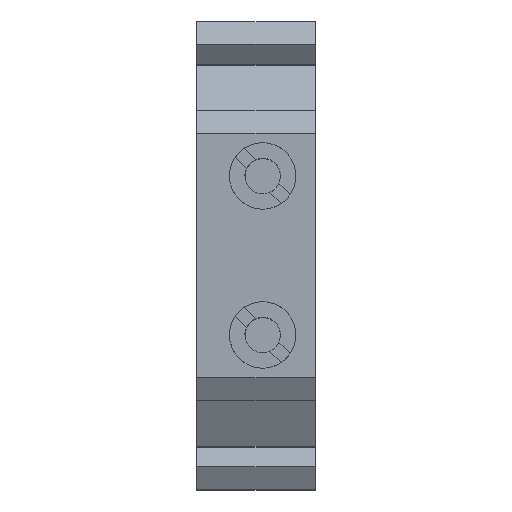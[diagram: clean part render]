
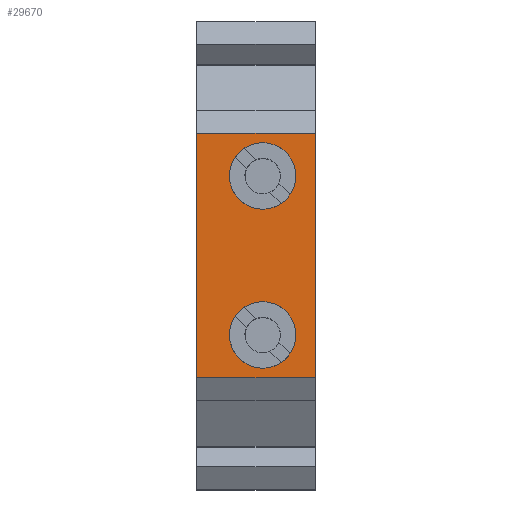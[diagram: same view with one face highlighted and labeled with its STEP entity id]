
A CAD part, top view. The second image highlights one B-rep face of the part: STEP entity #29670.
In plain terms, the highlighted face is planar.
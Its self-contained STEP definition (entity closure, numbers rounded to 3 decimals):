
#6090=CARTESIAN_POINT('',(-167.922,231.888,-11.));
#6100=VERTEX_POINT('',#6090);
#6130=CARTESIAN_POINT('',(0.,231.888,-11.));
#6140=DIRECTION('',(-1.,0.,0.));
#6150=VECTOR('',#6140,1.);
#6160=LINE('',#6130,#6150);
#6170=CARTESIAN_POINT('',(-190.722,231.888,-11.));
#6180=VERTEX_POINT('',#6170);
#6190=EDGE_CURVE('',#6100,#6180,#6160,.T.);
#8400=CARTESIAN_POINT('',(-190.722,231.888,0.));
#8410=VERTEX_POINT('',#8400);
#8440=CARTESIAN_POINT('',(0.,231.888,0.));
#8450=DIRECTION('',(-1.,0.,0.));
#8460=VECTOR('',#8450,1.);
#8470=LINE('',#8440,#8460);
#8480=CARTESIAN_POINT('',(-167.922,231.888,0.));
#8490=VERTEX_POINT('',#8480);
#8500=EDGE_CURVE('',#8490,#8410,#8470,.T.);
#29020=CARTESIAN_POINT('',(-167.922,231.888,0.));
#29030=DIRECTION('',(0.,0.,1.));
#29040=VECTOR('',#29030,1.);
#29050=LINE('',#29020,#29040);
#29060=EDGE_CURVE('',#6100,#8490,#29050,.T.);
#29210=CARTESIAN_POINT('',(-168.422,231.888,0.));
#29220=DIRECTION('',(-0.,1.,0.));
#29230=DIRECTION('',(1.,0.,0.));
#29240=AXIS2_PLACEMENT_3D('',#29210,#29220,#29230);
#29250=PLANE('',#29240);
#29260=CARTESIAN_POINT('',(-171.922,231.888,-4.88));
#29270=DIRECTION('',(0.,-1.,0.));
#29280=DIRECTION('',(-1.,0.,0.));
#29290=AXIS2_PLACEMENT_3D('',#29260,#29270,#29280);
#29300=CIRCLE('',#29290,3.1);
#29310=CARTESIAN_POINT('',(-175.022,231.888,-4.88));
#29320=VERTEX_POINT('',#29310);
#29330=CARTESIAN_POINT('',(-168.822,231.888,-4.88));
#29340=VERTEX_POINT('',#29330);
#29350=EDGE_CURVE('',#29320,#29340,#29300,.T.);
#29360=ORIENTED_EDGE('',*,*,#29350,.T.);
#29370=EDGE_CURVE('',#29340,#29320,#29300,.T.);
#29380=ORIENTED_EDGE('',*,*,#29370,.T.);
#29390=EDGE_LOOP('',(#29380,#29360));
#29400=FACE_BOUND('',#29390,.T.);
#29410=CARTESIAN_POINT('',(-186.722,231.888,-4.88));
#29420=DIRECTION('',(0.,1.,0.));
#29430=DIRECTION('',(1.,0.,0.));
#29440=AXIS2_PLACEMENT_3D('',#29410,#29420,#29430);
#29450=CIRCLE('',#29440,3.1);
#29460=CARTESIAN_POINT('',(-183.622,231.888,-4.88));
#29470=VERTEX_POINT('',#29460);
#29480=CARTESIAN_POINT('',(-189.822,231.888,-4.88));
#29490=VERTEX_POINT('',#29480);
#29500=EDGE_CURVE('',#29470,#29490,#29450,.T.);
#29510=ORIENTED_EDGE('',*,*,#29500,.F.);
#29520=EDGE_CURVE('',#29490,#29470,#29450,.T.);
#29530=ORIENTED_EDGE('',*,*,#29520,.F.);
#29540=EDGE_LOOP('',(#29530,#29510));
#29550=FACE_BOUND('',#29540,.T.);
#29560=ORIENTED_EDGE('',*,*,#8500,.F.);
#29570=CARTESIAN_POINT('',(-190.722,231.888,0.));
#29580=DIRECTION('',(0.,0.,1.));
#29590=VECTOR('',#29580,1.);
#29600=LINE('',#29570,#29590);
#29610=EDGE_CURVE('',#6180,#8410,#29600,.T.);
#29620=ORIENTED_EDGE('',*,*,#29610,.T.);
#29630=ORIENTED_EDGE('',*,*,#6190,.T.);
#29640=ORIENTED_EDGE('',*,*,#29060,.F.);
#29650=EDGE_LOOP('',(#29640,#29630,#29620,#29560));
#29660=FACE_OUTER_BOUND('',#29650,.T.);
#29670=ADVANCED_FACE('',(#29400,#29550,#29660),#29250,.T.);
